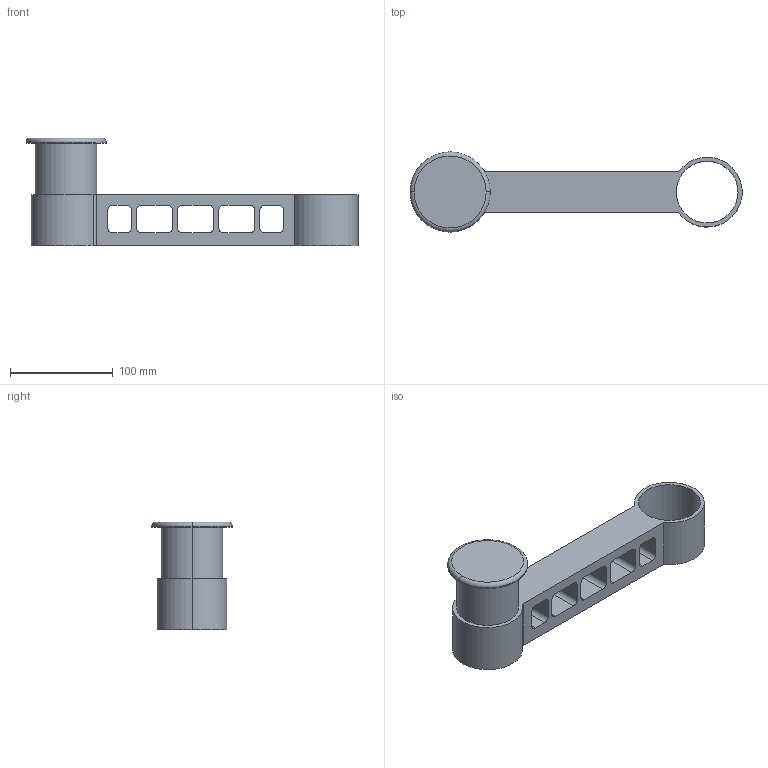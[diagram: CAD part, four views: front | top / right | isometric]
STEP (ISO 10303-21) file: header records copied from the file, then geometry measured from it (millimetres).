
FILE_DESCRIPTION (( 'STEP AP203' ), '1' );
FILE_NAME ('link 1_Default_sldprt.STEP', '2023-10-24T09:11:53', ( '' ), ( '' ), 'SwSTEP 2.0', 'SolidWorks 2021', '' );
FILE_SCHEMA (( 'CONFIG_CONTROL_DESIGN' ));
Length unit declared in the file: millimetre
Products named in the file (1): link 1_Default_sldprt
Bounding box: 322.87 x 78 x 105 mm (x, y, z)
Volume: 472782.2 mm3; surface area: 105576.1 mm2
Topology: 1 solids, 1 shells, 62 faces, 169 edges, 112 vertices
Faces by surface type: cylinder 33, plane 27, torus 2
Entity records: 2088 total; most frequent: DIRECTION 365, CARTESIAN_POINT 344, ORIENTED_EDGE 338, EDGE_CURVE 169, AXIS2_PLACEMENT_3D 133, VERTEX_POINT 112, VECTOR 99, LINE 99
